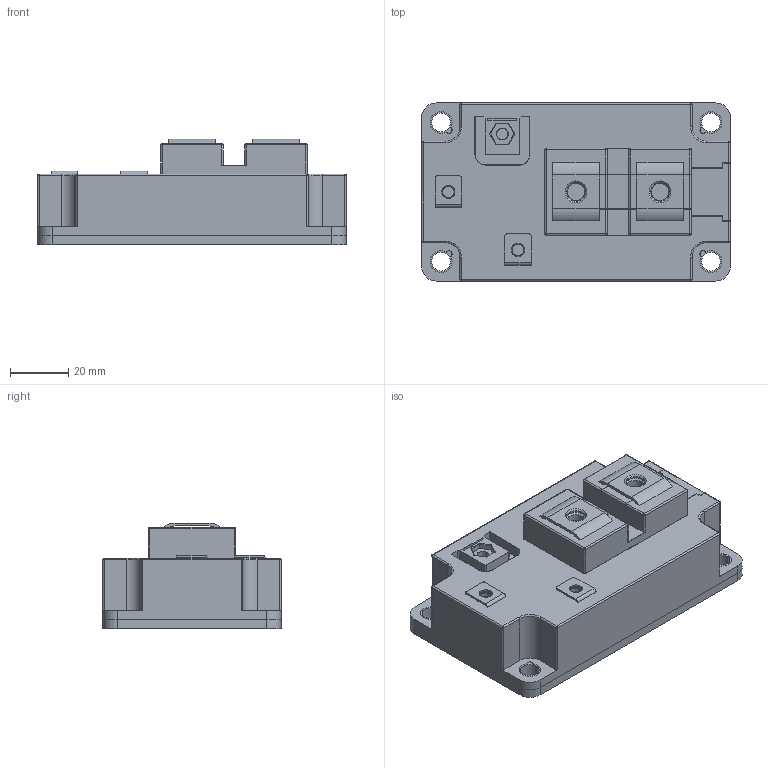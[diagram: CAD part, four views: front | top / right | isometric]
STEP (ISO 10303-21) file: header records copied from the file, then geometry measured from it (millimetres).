
FILE_DESCRIPTION (( 'STEP AP214' ), '1' );
FILE_NAME ('FZ400R12KE4.STEP', '2024-07-09T14:18:38', ( '' ), ( '' ), 'SwSTEP 2.0', 'SolidWorks 2023', '' );
FILE_SCHEMA (( 'AUTOMOTIVE_DESIGN' ));
Length unit declared in the file: inch
Products named in the file (7): terminal small; heatsink; rings; body; FZ400R12KE4; top; nut 2 terminal
Assembly tree (7 placements, depth 2):
  FZ400R12KE4
    body
    heatsink
    rings
    top  x2
    nut 2 terminal
    terminal small
Bounding box: 106.4 x 61.4 x 36.5 mm (x, y, z)
Volume: 159568.5 mm3; surface area: 42904.7 mm2
Topology: 14 solids, 14 shells, 870 faces, 2178 edges, 1220 vertices
Faces by surface type: cylinder 394, bspline 272, plane 188, cone 16
Entity records: 40254 total; most frequent: CARTESIAN_POINT 10357, ORIENTED_EDGE 4000, DIRECTION 3824, EDGE_CURVE 2000, AXIS2_PLACEMENT_3D 1511, VERTEX_POINT 1188, CIRCLE 925, EDGE_LOOP 896
